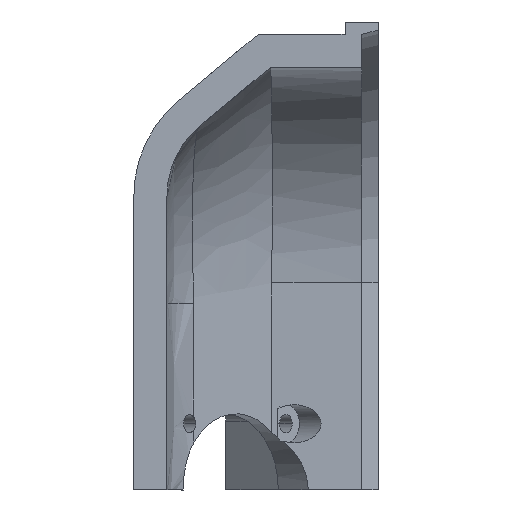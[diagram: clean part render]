
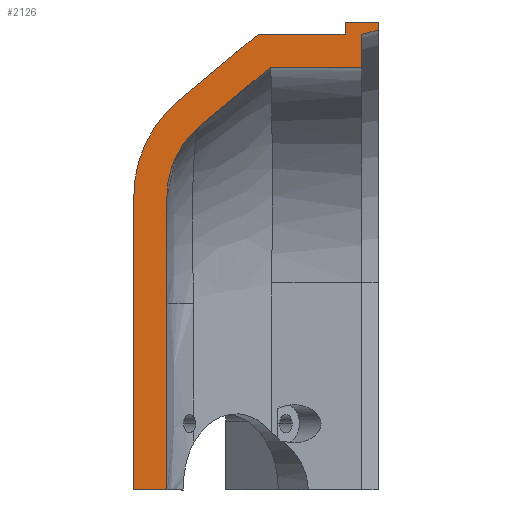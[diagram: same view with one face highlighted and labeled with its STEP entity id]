
A CAD part, left-side view. The second image highlights one B-rep face of the part: STEP entity #2126.
In plain terms, the highlighted planar face has unit normal (-1, 0, 0).
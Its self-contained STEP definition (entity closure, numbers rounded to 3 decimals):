
#87 = CARTESIAN_POINT ( 'NONE',  ( 0., 45., 35.474 ) ) ;
#151 = CARTESIAN_POINT ( 'NONE',  ( 0., 34.5, 56.5 ) ) ;
#159 = ORIENTED_EDGE ( 'NONE', *, *, #2855, .T. ) ;
#161 = VECTOR ( 'NONE', #2400, 1000. ) ;
#193 = ORIENTED_EDGE ( 'NONE', *, *, #1032, .F. ) ;
#317 = LINE ( 'NONE', #616, #2967 ) ;
#408 = DIRECTION ( 'NONE',  ( -1., 0., 0. ) ) ;
#434 = CARTESIAN_POINT ( 'NONE',  ( 0., 54.603, 46.998 ) ) ;
#435 = CARTESIAN_POINT ( 'NONE',  ( 0., 43.552, 51. ) ) ;
#456 = LINE ( 'NONE', #3009, #161 ) ;
#472 = CARTESIAN_POINT ( 'NONE',  ( 0., 46.782, 48.308 ) ) ;
#489 = DIRECTION ( 'NONE',  ( 0., 0., -1. ) ) ;
#506 = CARTESIAN_POINT ( 'NONE',  ( 0., 32.5, 0. ) ) ;
#535 = CARTESIAN_POINT ( 'NONE',  ( 0., 60., 0. ) ) ;
#558 = CARTESIAN_POINT ( 'NONE',  ( 0., 60., 35.474 ) ) ;
#616 = CARTESIAN_POINT ( 'NONE',  ( 0., 45., 55. ) ) ;
#646 = DIRECTION ( 'NONE',  ( 0., -1., 0. ) ) ;
#655 = CIRCLE ( 'NONE', #2733, 15. ) ;
#699 = EDGE_LOOP ( 'NONE', ( #2997, #3065, #2755, #193, #2768, #3620, #3224, #2584, #159, #2369, #1303, #2068, #1926, #3013 ) ) ;
#742 = VERTEX_POINT ( 'NONE', #535 ) ;
#743 = CARTESIAN_POINT ( 'NONE',  ( 0., 34.5, 55. ) ) ;
#772 = CARTESIAN_POINT ( 'NONE',  ( 0., 54.603, 46.998 ) ) ;
#774 = FACE_OUTER_BOUND ( 'NONE', #699, .T. ) ;
#775 = VECTOR ( 'NONE', #2538, 1000. ) ;
#791 = DIRECTION ( 'NONE',  ( 0., 0., -1. ) ) ;
#807 = CARTESIAN_POINT ( 'NONE',  ( 0., 0., 0. ) ) ;
#849 = CARTESIAN_POINT ( 'NONE',  ( 0., 30.5, 55.536 ) ) ;
#865 = LINE ( 'NONE', #1740, #2133 ) ;
#882 = DIRECTION ( 'NONE',  ( 0., 0., -1. ) ) ;
#949 = VERTEX_POINT ( 'NONE', #1461 ) ;
#978 = EDGE_CURVE ( 'NONE', #742, #1825, #1186, .T. ) ;
#1006 = DIRECTION ( 'NONE',  ( 0., 0., -1. ) ) ;
#1016 = CARTESIAN_POINT ( 'NONE',  ( 0., 48.397, 46.962 ) ) ;
#1031 = CARTESIAN_POINT ( 'NONE',  ( 0., 32.5, 55. ) ) ;
#1032 = EDGE_CURVE ( 'NONE', #3034, #3344, #456, .T. ) ;
#1066 = VECTOR ( 'NONE', #1457, 1000. ) ;
#1083 = DIRECTION ( 'NONE',  ( 0., 0., -1. ) ) ;
#1176 = VECTOR ( 'NONE', #489, 1000. ) ;
#1186 = LINE ( 'NONE', #2345, #1592 ) ;
#1227 = DIRECTION ( 'NONE',  ( -1., 0., 0. ) ) ;
#1297 = CIRCLE ( 'NONE', #1781, 11. ) ;
#1303 = ORIENTED_EDGE ( 'NONE', *, *, #2026, .F. ) ;
#1339 = CARTESIAN_POINT ( 'NONE',  ( 0., 45., 51. ) ) ;
#1457 = DIRECTION ( 'NONE',  ( 0., 0., -1. ) ) ;
#1461 = CARTESIAN_POINT ( 'NONE',  ( 0., 32.5, 51. ) ) ;
#1464 = VERTEX_POINT ( 'NONE', #434 ) ;
#1549 = B_SPLINE_CURVE_WITH_KNOTS ( 'NONE', 1,
 ( #1927, #772 ),
 .UNSPECIFIED., .F., .F.,
 ( 2, 2 ),
 ( 0., 0.013 ),
 .UNSPECIFIED. ) ;
#1592 = VECTOR ( 'NONE', #646, 1000. ) ;
#1637 = LINE ( 'NONE', #3580, #2679 ) ;
#1655 = EDGE_CURVE ( 'NONE', #2522, #1464, #1549, .T. ) ;
#1727 = EDGE_CURVE ( 'NONE', #3238, #949, #3041, .T. ) ;
#1740 = CARTESIAN_POINT ( 'NONE',  ( 0., 30.5, 56.5 ) ) ;
#1761 = EDGE_CURVE ( 'NONE', #2402, #949, #2164, .T. ) ;
#1781 = AXIS2_PLACEMENT_3D ( 'NONE', #3292, #408, #1006 ) ;
#1792 = DIRECTION ( 'NONE',  ( 0., -1., 0. ) ) ;
#1825 = VERTEX_POINT ( 'NONE', #1980 ) ;
#1831 = CARTESIAN_POINT ( 'NONE',  ( 0., 43.552, 51. ) ) ;
#1858 = VERTEX_POINT ( 'NONE', #558 ) ;
#1926 = ORIENTED_EDGE ( 'NONE', *, *, #3230, .F. ) ;
#1927 = CARTESIAN_POINT ( 'NONE',  ( 0., 45., 55. ) ) ;
#1947 = CARTESIAN_POINT ( 'NONE',  ( 0., 56., 35.474 ) ) ;
#1980 = CARTESIAN_POINT ( 'NONE',  ( 0., 56., 0. ) ) ;
#2025 = LINE ( 'NONE', #3380, #1066 ) ;
#2026 = EDGE_CURVE ( 'NONE', #2052, #1825, #3623, .T. ) ;
#2052 = VERTEX_POINT ( 'NONE', #1947 ) ;
#2068 = ORIENTED_EDGE ( 'NONE', *, *, #2591, .F. ) ;
#2070 = DIRECTION ( 'NONE',  ( 0., 0., -1. ) ) ;
#2092 = CARTESIAN_POINT ( 'NONE',  ( 0., 45., 55. ) ) ;
#2126 = ADVANCED_FACE ( 'NONE', ( #774 ), #3566, .F. ) ;
#2133 = VECTOR ( 'NONE', #882, 1000. ) ;
#2135 = CARTESIAN_POINT ( 'NONE',  ( 0., 52.042, 43.925 ) ) ;
#2153 = DIRECTION ( 'NONE',  ( 1., 0., 0. ) ) ;
#2162 = DIRECTION ( 'NONE',  ( 0., 0., -1. ) ) ;
#2164 = LINE ( 'NONE', #1339, #2603 ) ;
#2241 = CARTESIAN_POINT ( 'NONE',  ( 0., 30.5, 55.536 ) ) ;
#2274 = EDGE_CURVE ( 'NONE', #3344, #2812, #865, .T. ) ;
#2345 = CARTESIAN_POINT ( 'NONE',  ( 0., 0., 0. ) ) ;
#2369 = ORIENTED_EDGE ( 'NONE', *, *, #978, .T. ) ;
#2400 = DIRECTION ( 'NONE',  ( 0., -1., 0. ) ) ;
#2402 = VERTEX_POINT ( 'NONE', #1831 ) ;
#2412 = EDGE_CURVE ( 'NONE', #2522, #2610, #317, .T. ) ;
#2434 = CARTESIAN_POINT ( 'NONE',  ( 0., 45.167, 49.654 ) ) ;
#2451 = CARTESIAN_POINT ( 'NONE',  ( 0., 50.827, 44.937 ) ) ;
#2477 = DIRECTION ( 'NONE',  ( 0., -1., 0. ) ) ;
#2522 = VERTEX_POINT ( 'NONE', #2092 ) ;
#2538 = DIRECTION ( 'NONE',  ( 0., -0.966, 0.259 ) ) ;
#2548 = AXIS2_PLACEMENT_3D ( 'NONE', #807, #2153, #791 ) ;
#2584 = ORIENTED_EDGE ( 'NONE', *, *, #3681, .T. ) ;
#2591 = EDGE_CURVE ( 'NONE', #2866, #2052, #1297, .T. ) ;
#2603 = VECTOR ( 'NONE', #2477, 1000. ) ;
#2610 = VERTEX_POINT ( 'NONE', #743 ) ;
#2679 = VECTOR ( 'NONE', #2162, 1000. ) ;
#2733 = AXIS2_PLACEMENT_3D ( 'NONE', #87, #1227, #2070 ) ;
#2745 = CARTESIAN_POINT ( 'NONE',  ( 0., 56., 22.5 ) ) ;
#2755 = ORIENTED_EDGE ( 'NONE', *, *, #2274, .F. ) ;
#2768 = ORIENTED_EDGE ( 'NONE', *, *, #3444, .T. ) ;
#2812 = VERTEX_POINT ( 'NONE', #849 ) ;
#2827 = B_SPLINE_CURVE_WITH_KNOTS ( 'NONE', 3,
 ( #435, #2434, #472, #1016, #3269, #2451, #2135 ),
 .UNSPECIFIED., .F., .F.,
 ( 4, 3, 4 ),
 ( 0., 0.006, 0.011 ),
 .UNSPECIFIED. ) ;
#2855 = EDGE_CURVE ( 'NONE', #1858, #742, #2025, .T. ) ;
#2866 = VERTEX_POINT ( 'NONE', #3675 ) ;
#2967 = VECTOR ( 'NONE', #1792, 1000. ) ;
#2997 = ORIENTED_EDGE ( 'NONE', *, *, #1727, .F. ) ;
#3009 = CARTESIAN_POINT ( 'NONE',  ( 0., 34.5, 56.5 ) ) ;
#3013 = ORIENTED_EDGE ( 'NONE', *, *, #1761, .T. ) ;
#3034 = VERTEX_POINT ( 'NONE', #151 ) ;
#3041 = LINE ( 'NONE', #506, #1176 ) ;
#3065 = ORIENTED_EDGE ( 'NONE', *, *, #3348, .T. ) ;
#3224 = ORIENTED_EDGE ( 'NONE', *, *, #1655, .T. ) ;
#3230 = EDGE_CURVE ( 'NONE', #2402, #2866, #2827, .T. ) ;
#3238 = VERTEX_POINT ( 'NONE', #1031 ) ;
#3269 = CARTESIAN_POINT ( 'NONE',  ( 0., 49.612, 45.95 ) ) ;
#3292 = CARTESIAN_POINT ( 'NONE',  ( 0., 45., 35.474 ) ) ;
#3344 = VERTEX_POINT ( 'NONE', #3640 ) ;
#3348 = EDGE_CURVE ( 'NONE', #3238, #2812, #3377, .T. ) ;
#3377 = LINE ( 'NONE', #2241, #775 ) ;
#3380 = CARTESIAN_POINT ( 'NONE',  ( 0., 60., 22.5 ) ) ;
#3444 = EDGE_CURVE ( 'NONE', #3034, #2610, #1637, .T. ) ;
#3499 = VECTOR ( 'NONE', #1083, 1000. ) ;
#3566 = PLANE ( 'NONE',  #2548 ) ;
#3580 = CARTESIAN_POINT ( 'NONE',  ( 0., 34.5, 56.5 ) ) ;
#3620 = ORIENTED_EDGE ( 'NONE', *, *, #2412, .F. ) ;
#3623 = LINE ( 'NONE', #2745, #3499 ) ;
#3640 = CARTESIAN_POINT ( 'NONE',  ( 0., 30.5, 56.5 ) ) ;
#3675 = CARTESIAN_POINT ( 'NONE',  ( 0., 52.042, 43.925 ) ) ;
#3681 = EDGE_CURVE ( 'NONE', #1464, #1858, #655, .T. ) ;
